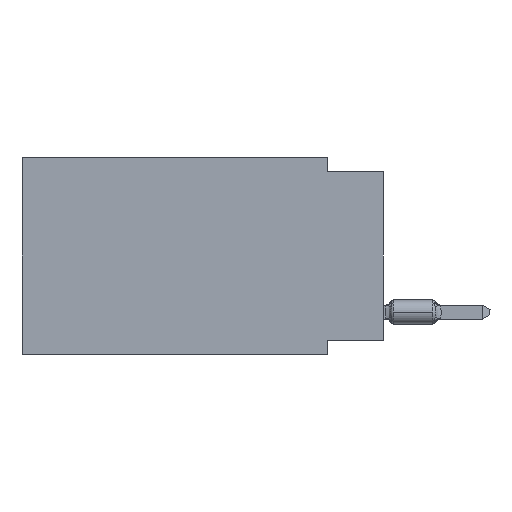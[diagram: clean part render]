
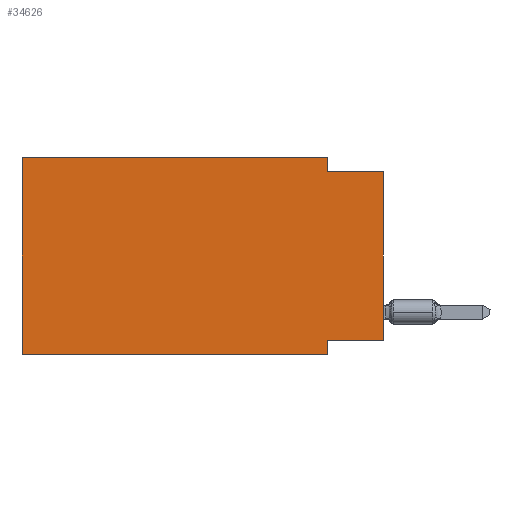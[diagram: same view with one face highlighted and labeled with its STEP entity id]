
A CAD part, left-side view. The second image highlights one B-rep face of the part: STEP entity #34626.
In plain terms, the highlighted planar face has unit normal (-1, 0, 0).
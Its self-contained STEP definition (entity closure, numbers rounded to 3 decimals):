
#1061 = FACE_OUTER_BOUND ( 'NONE', #13496, .T. ) ;
#1876 = VERTEX_POINT ( 'NONE', #34220 ) ;
#5861 = VERTEX_POINT ( 'NONE', #14734 ) ;
#8055 = VECTOR ( 'NONE', #28853, 1000. ) ;
#8767 = CARTESIAN_POINT ( 'NONE',  ( 0., 0., -8.255 ) ) ;
#10007 = ORIENTED_EDGE ( 'NONE', *, *, #28184, .F. ) ;
#11297 = EDGE_CURVE ( 'NONE', #28000, #12128, #25583, .T. ) ;
#11374 = CARTESIAN_POINT ( 'NONE',  ( 0., 16.383, -8.89 ) ) ;
#11376 = ORIENTED_EDGE ( 'NONE', *, *, #34183, .F. ) ;
#12128 = VERTEX_POINT ( 'NONE', #21711 ) ;
#12164 = VERTEX_POINT ( 'NONE', #25332 ) ;
#13496 = EDGE_LOOP ( 'NONE', ( #25064, #20930, #24508, #10007, #11376, #23964, #13791, #18444 ) ) ;
#13652 = VERTEX_POINT ( 'NONE', #17659 ) ;
#13678 = EDGE_CURVE ( 'NONE', #13652, #12128, #33127, .T. ) ;
#13791 = ORIENTED_EDGE ( 'NONE', *, *, #33190, .F. ) ;
#14159 = DIRECTION ( 'NONE',  ( 0., 0., -1. ) ) ;
#14492 = VECTOR ( 'NONE', #28793, 1000. ) ;
#14526 = CARTESIAN_POINT ( 'NONE',  ( 0., 16.383, 0. ) ) ;
#14609 = DIRECTION ( 'NONE',  ( 0., 1., 0. ) ) ;
#14734 = CARTESIAN_POINT ( 'NONE',  ( 0., 2.54, -8.89 ) ) ;
#15588 = EDGE_CURVE ( 'NONE', #23997, #5861, #17408, .T. ) ;
#15832 = EDGE_CURVE ( 'NONE', #1876, #28000, #16178, .T. ) ;
#15973 = CARTESIAN_POINT ( 'NONE',  ( 0., 2.54, -0.635 ) ) ;
#16178 = LINE ( 'NONE', #22792, #17372 ) ;
#16342 = CARTESIAN_POINT ( 'NONE',  ( 0., 16.383, 0. ) ) ;
#16518 = CARTESIAN_POINT ( 'NONE',  ( 0., 0., -0.635 ) ) ;
#17372 = VECTOR ( 'NONE', #25999, 1000. ) ;
#17408 = LINE ( 'NONE', #11374, #28906 ) ;
#17659 = CARTESIAN_POINT ( 'NONE',  ( 0., 0., -8.255 ) ) ;
#18444 = ORIENTED_EDGE ( 'NONE', *, *, #26715, .F. ) ;
#19551 = DIRECTION ( 'NONE',  ( 1., 0., 0. ) ) ;
#20047 = VERTEX_POINT ( 'NONE', #34875 ) ;
#20841 = LINE ( 'NONE', #8767, #28114 ) ;
#20930 = ORIENTED_EDGE ( 'NONE', *, *, #11297, .F. ) ;
#20982 = CARTESIAN_POINT ( 'NONE',  ( 0., 2.54, -8.89 ) ) ;
#21383 = VECTOR ( 'NONE', #27305, 1000. ) ;
#21711 = CARTESIAN_POINT ( 'NONE',  ( 0., 0., -0.635 ) ) ;
#22792 = CARTESIAN_POINT ( 'NONE',  ( 0., 2.54, 0. ) ) ;
#23964 = ORIENTED_EDGE ( 'NONE', *, *, #15588, .T. ) ;
#23997 = VERTEX_POINT ( 'NONE', #35216 ) ;
#24508 = ORIENTED_EDGE ( 'NONE', *, *, #15832, .F. ) ;
#25064 = ORIENTED_EDGE ( 'NONE', *, *, #13678, .T. ) ;
#25332 = CARTESIAN_POINT ( 'NONE',  ( 0., 2.54, -8.255 ) ) ;
#25583 = LINE ( 'NONE', #16518, #14492 ) ;
#25791 = DIRECTION ( 'NONE',  ( 0., 0., -1. ) ) ;
#25999 = DIRECTION ( 'NONE',  ( 0., 0., -1. ) ) ;
#26715 = EDGE_CURVE ( 'NONE', #13652, #12164, #20841, .T. ) ;
#27305 = DIRECTION ( 'NONE',  ( 0., 0., 1. ) ) ;
#28000 = VERTEX_POINT ( 'NONE', #15973 ) ;
#28114 = VECTOR ( 'NONE', #14609, 1000. ) ;
#28184 = EDGE_CURVE ( 'NONE', #20047, #1876, #38264, .T. ) ;
#28793 = DIRECTION ( 'NONE',  ( 0., -1., 0. ) ) ;
#28853 = DIRECTION ( 'NONE',  ( 0., 0., 1. ) ) ;
#28906 = VECTOR ( 'NONE', #32877, 1000. ) ;
#29236 = LINE ( 'NONE', #34684, #8055 ) ;
#30117 = CARTESIAN_POINT ( 'NONE',  ( 0., 0., 0. ) ) ;
#31139 = VECTOR ( 'NONE', #35632, 1000. ) ;
#31436 = AXIS2_PLACEMENT_3D ( 'NONE', #16342, #19551, #25791 ) ;
#31615 = PLANE ( 'NONE',  #31436 ) ;
#32877 = DIRECTION ( 'NONE',  ( 0., -1., 0. ) ) ;
#33127 = LINE ( 'NONE', #30117, #21383 ) ;
#33190 = EDGE_CURVE ( 'NONE', #12164, #5861, #35459, .T. ) ;
#34183 = EDGE_CURVE ( 'NONE', #23997, #20047, #29236, .T. ) ;
#34220 = CARTESIAN_POINT ( 'NONE',  ( 0., 2.54, 0. ) ) ;
#34626 = ADVANCED_FACE ( 'NONE', ( #1061 ), #31615, .F. ) ;
#34684 = CARTESIAN_POINT ( 'NONE',  ( 0., 16.383, 0. ) ) ;
#34875 = CARTESIAN_POINT ( 'NONE',  ( 0., 16.383, 0. ) ) ;
#35216 = CARTESIAN_POINT ( 'NONE',  ( 0., 16.383, -8.89 ) ) ;
#35459 = LINE ( 'NONE', #20982, #38847 ) ;
#35632 = DIRECTION ( 'NONE',  ( 0., -1., 0. ) ) ;
#38264 = LINE ( 'NONE', #14526, #31139 ) ;
#38847 = VECTOR ( 'NONE', #14159, 1000. ) ;
